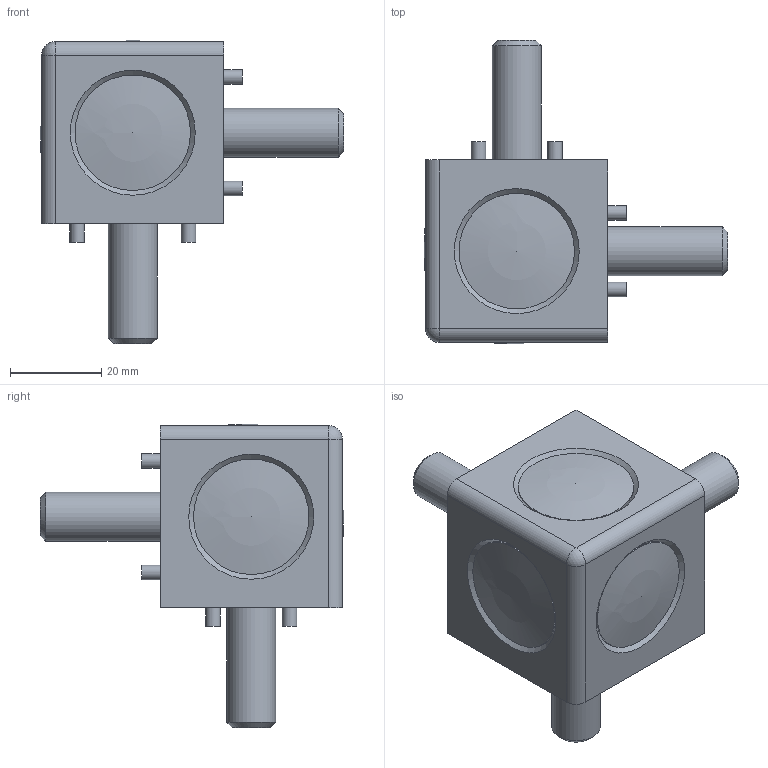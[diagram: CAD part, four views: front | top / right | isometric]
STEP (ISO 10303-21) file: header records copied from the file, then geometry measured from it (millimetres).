
FILE_DESCRIPTION(/* description */ ('CUBIC CONNECTOR 40X40'),/* implementation_level */ '2;1');
FILE_NAME(/* name */ '3842549868.stp',/* time_stamp */ '2026-03-17T09:36:47+01:00',/* author */ ('andreas.svensson'),/* organization */ (''),/* preprocessor_version */ 'ST-DEVELOPER v20.1',/* originating_system */ 'Autodesk Inventor 2026',/* authorisation */ '');
FILE_SCHEMA (('AUTOMOTIVE_DESIGN { 1 0 10303 214 3 1 1 }'));
Length unit declared in the file: millimetre
Products named in the file (1): 3842549868
Bounding box: 66.6 x 66.6 x 66.6 mm (x, y, z)
Volume: 48413.7 mm3; surface area: 22839.6 mm2
Topology: 1 solids, 2 shells, 157 faces, 416 edges, 260 vertices
Faces by surface type: plane 69, cylinder 60, cone 24, sphere 4
Full cylindrical faces by diameter (mm): 3.2 x12, 10.7 x3, 19.6 x3, 21 x3, 25.336 x3
Entity records: 6186 total; most frequent: CARTESIAN_POINT 2092, DIRECTION 884, ORIENTED_EDGE 826, EDGE_CURVE 413, AXIS2_PLACEMENT_3D 370, VERTEX_POINT 260, EDGE_LOOP 197, CIRCLE 193
